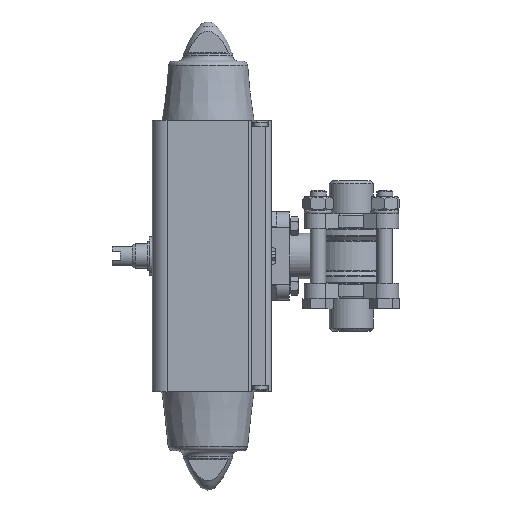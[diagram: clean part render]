
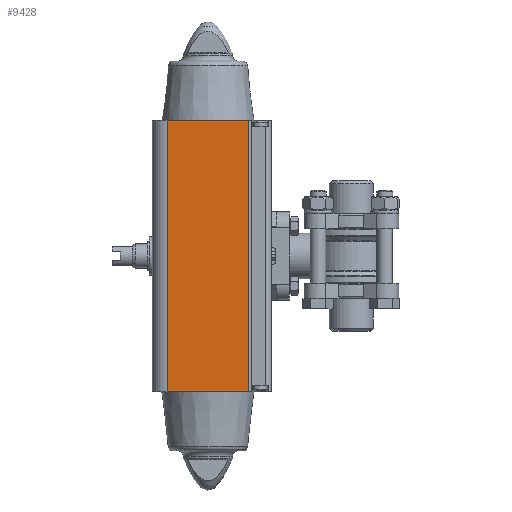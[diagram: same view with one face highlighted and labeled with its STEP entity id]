
A CAD part, left-side view. The second image highlights one B-rep face of the part: STEP entity #9428.
In plain terms, the highlighted planar face has unit normal (-1, 0, 0).
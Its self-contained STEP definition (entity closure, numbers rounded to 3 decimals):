
#2552=ORIENTED_EDGE('',*,*,#4248,.T.);
#2553=ORIENTED_EDGE('',*,*,#4291,.F.);
#2554=ORIENTED_EDGE('',*,*,#4276,.F.);
#2555=ORIENTED_EDGE('',*,*,#4292,.T.);
#4248=EDGE_CURVE('',#5272,#5271,#6034,.T.);
#4276=EDGE_CURVE('',#5295,#5296,#6052,.T.);
#4291=EDGE_CURVE('',#5296,#5271,#6054,.T.);
#4292=EDGE_CURVE('',#5295,#5272,#6055,.T.);
#5271=VERTEX_POINT('',#15831);
#5272=VERTEX_POINT('',#15833);
#5295=VERTEX_POINT('',#15887);
#5296=VERTEX_POINT('',#15889);
#6034=LINE('',#15832,#6759);
#6052=LINE('',#15888,#6777);
#6054=LINE('',#15976,#6779);
#6055=LINE('',#15977,#6780);
#6759=VECTOR('',#12463,1000.);
#6777=VECTOR('',#12509,1000.);
#6779=VECTOR('',#12535,1000.);
#6780=VECTOR('',#12536,1000.);
#7549=EDGE_LOOP('',(#2552,#2553,#2554,#2555));
#8372=FACE_BOUND('',#7549,.T.);
#8934=PLANE('',#10401);
#9428=ADVANCED_FACE('',(#8372),#8934,.F.);
#10401=AXIS2_PLACEMENT_3D('',#15975,#12533,#12534);
#12463=DIRECTION('',(0.,-1.,0.));
#12509=DIRECTION('',(0.,-1.,0.));
#12533=DIRECTION('',(1.,0.,0.));
#12534=DIRECTION('',(0.,0.,-1.));
#12535=DIRECTION('',(0.,0.,-1.));
#12536=DIRECTION('',(0.,0.,-1.));
#15831=CARTESIAN_POINT('',(-27.7,-20.446,-67.65));
#15832=CARTESIAN_POINT('',(-27.7,20.3,-67.65));
#15833=CARTESIAN_POINT('',(-27.7,20.3,-67.65));
#15887=CARTESIAN_POINT('',(-27.7,20.3,67.65));
#15888=CARTESIAN_POINT('',(-27.7,20.3,67.65));
#15889=CARTESIAN_POINT('',(-27.7,-20.446,67.65));
#15975=CARTESIAN_POINT('',(-27.7,20.3,67.65));
#15976=CARTESIAN_POINT('',(-27.7,-20.446,67.65));
#15977=CARTESIAN_POINT('',(-27.7,20.3,67.65));
